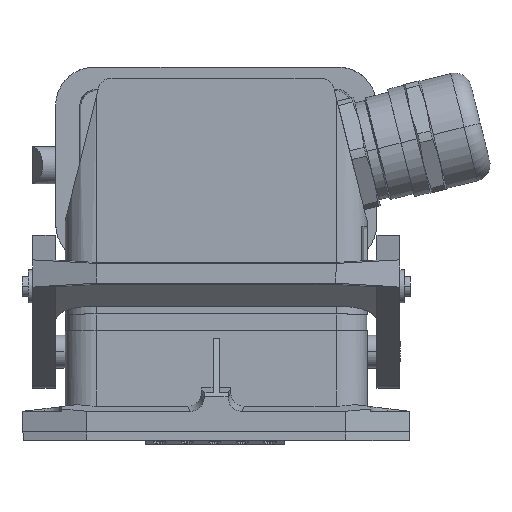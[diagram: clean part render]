
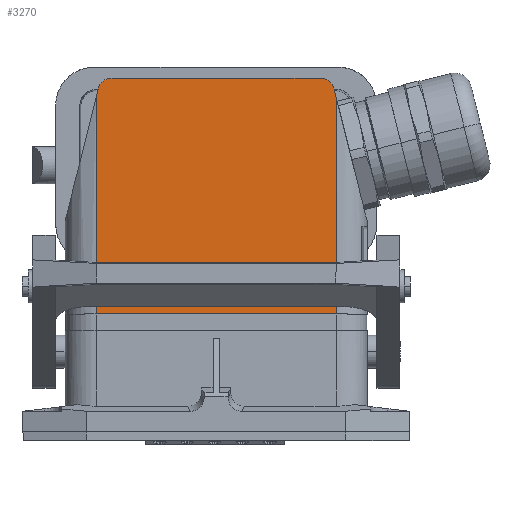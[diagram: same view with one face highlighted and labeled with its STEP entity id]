
A CAD part, top view. The second image highlights one B-rep face of the part: STEP entity #3270.
In plain terms, the highlighted face is planar.
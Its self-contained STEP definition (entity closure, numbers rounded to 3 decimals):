
#1240=CARTESIAN_POINT('',(29.,26.4,
21.9));
#1250=VERTEX_POINT('',#1240);
#1280=CARTESIAN_POINT('',(0.,26.4,
21.9));
#1290=DIRECTION('',(-1.,0.,0.));
#1300=VECTOR('',#1290,1.);
#1310=LINE('',#1280,#1300);
#1320=CARTESIAN_POINT('',(-29.,26.4,
21.9));
#1330=VERTEX_POINT('',#1320);
#1340=EDGE_CURVE('',#1250,#1330,#1310,.T.);
#2630=CARTESIAN_POINT('',(36.,-57.316,
23.072));
#2640=DIRECTION('',(0.,-0.014,
-1.));
#2650=DIRECTION('',(0.,1.,
-0.014));
#2660=AXIS2_PLACEMENT_3D('',#2630,#2640,#2650);
#2670=PLANE('',#2660);
#2680=CARTESIAN_POINT('',(25.115,-27.1,
22.649));
#2690=DIRECTION('',(0.,-0.014,
-1.));
#2700=DIRECTION('',(0.,1.,
-0.014));
#2710=AXIS2_PLACEMENT_3D('',#2680,#2690,#2700);
#2720=ELLIPSE('',#2710,3.5,3.5);
#2730=CARTESIAN_POINT('',(28.511,-27.947,
22.661));
#2740=VERTEX_POINT('',#2730);
#2750=CARTESIAN_POINT('',(25.115,-30.6,
22.698));
#2760=VERTEX_POINT('',#2750);
#2770=EDGE_CURVE('',#2740,#2760,#2720,.T.);
#2780=ORIENTED_EDGE('',*,*,#2770,.F.);
#2790=CARTESIAN_POINT('',(0.,-30.6,
22.698));
#2800=DIRECTION('',(1.,0.,0.));
#2810=VECTOR('',#2800,1.);
#2820=LINE('',#2790,#2810);
#2830=CARTESIAN_POINT('',(-25.115,-30.6,
22.698));
#2840=VERTEX_POINT('',#2830);
#2850=EDGE_CURVE('',#2840,#2760,#2820,.T.);
#2860=ORIENTED_EDGE('',*,*,#2850,.T.);
#2870=CARTESIAN_POINT('',(-25.115,-27.1,
22.649));
#2880=DIRECTION('',(0.,-0.014,
-1.));
#2890=DIRECTION('',(0.,1.,
-0.014));
#2900=AXIS2_PLACEMENT_3D('',#2870,#2880,#2890);
#2910=ELLIPSE('',#2900,3.5,3.5);
#2920=CARTESIAN_POINT('',(-28.511,-27.947,
22.661));
#2930=VERTEX_POINT('',#2920);
#2940=EDGE_CURVE('',#2840,#2930,#2910,.T.);
#2950=ORIENTED_EDGE('',*,*,#2940,.F.);
#2960=CARTESIAN_POINT('',(-41.826,25.45,
21.913));
#2970=DIRECTION('',(0.242,-0.97,
0.014));
#2980=VECTOR('',#2970,1.);
#2990=LINE('',#2960,#2980);
#3000=CARTESIAN_POINT('',(-29.,-25.987,
22.634));
#3010=VERTEX_POINT('',#3000);
#3020=EDGE_CURVE('',#3010,#2930,#2990,.T.);
#3030=ORIENTED_EDGE('',*,*,#3020,.T.);
#3040=CARTESIAN_POINT('',(-29.,25.555,
21.912));
#3050=DIRECTION('',(0.,1.,
-0.014));
#3060=VECTOR('',#3050,1.);
#3070=LINE('',#3040,#3060);
#3080=EDGE_CURVE('',#3010,#1330,#3070,.T.);
#3090=ORIENTED_EDGE('',*,*,#3080,.F.);
#3100=ORIENTED_EDGE('',*,*,#1340,.T.);
#3110=CARTESIAN_POINT('',(29.,25.555,
21.912));
#3120=DIRECTION('',(0.,-1.,
0.014));
#3130=VECTOR('',#3120,1.);
#3140=LINE('',#3110,#3130);
#3150=CARTESIAN_POINT('',(29.,-25.987,
22.634));
#3160=VERTEX_POINT('',#3150);
#3170=EDGE_CURVE('',#1250,#3160,#3140,.T.);
#3180=ORIENTED_EDGE('',*,*,#3170,.F.);
#3190=CARTESIAN_POINT('',(41.826,25.45,
21.913));
#3200=DIRECTION('',(0.242,0.97,
-0.014));
#3210=VECTOR('',#3200,1.);
#3220=LINE('',#3190,#3210);
#3230=EDGE_CURVE('',#2740,#3160,#3220,.T.);
#3240=ORIENTED_EDGE('',*,*,#3230,.T.);
#3250=EDGE_LOOP('',(#3240,#3180,#3100,#3090,#3030,#2950,#2860,#2780));
#3260=FACE_OUTER_BOUND('',#3250,.T.);
#3270=ADVANCED_FACE('',(#3260),#2670,.F.);
